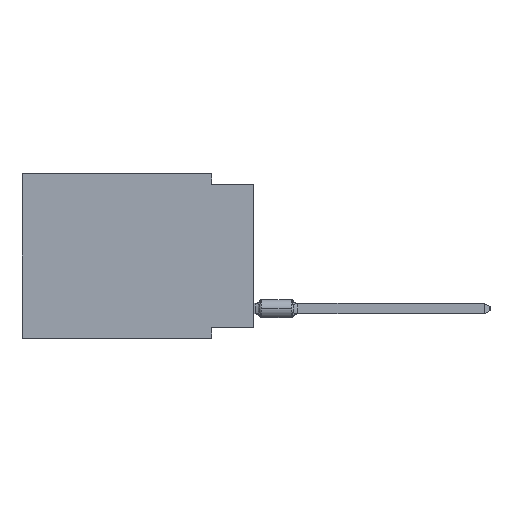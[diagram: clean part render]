
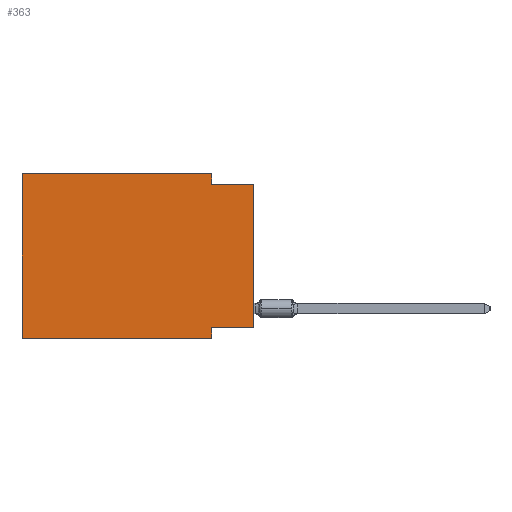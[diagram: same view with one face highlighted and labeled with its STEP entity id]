
A CAD part, left-side view. The second image highlights one B-rep face of the part: STEP entity #363.
In plain terms, the highlighted planar face has unit normal (-1, 0, 0).
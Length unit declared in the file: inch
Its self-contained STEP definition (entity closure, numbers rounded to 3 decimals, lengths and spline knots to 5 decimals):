
#7 = CARTESIAN_POINT ( 'NONE',  ( 0., 0.55, 0. ) ) ;
#355 = DIRECTION ( 'NONE',  ( 0., 0., -1. ) ) ;
#363 = ADVANCED_FACE ( 'NONE', ( #10385 ), #24180, .F. ) ;
#465 = DIRECTION ( 'NONE',  ( 0., -1., 0. ) ) ;
#800 = EDGE_CURVE ( 'NONE', #2655, #5422, #28492, .T. ) ;
#1371 = EDGE_CURVE ( 'NONE', #14425, #5422, #18169, .T. ) ;
#1927 = CARTESIAN_POINT ( 'NONE',  ( 0., 0.1, -0.39 ) ) ;
#2222 = VECTOR ( 'NONE', #11366, 39.37008 ) ;
#2561 = CARTESIAN_POINT ( 'NONE',  ( 0., 0.1, -0.39 ) ) ;
#2655 = VERTEX_POINT ( 'NONE', #24862 ) ;
#2781 = CARTESIAN_POINT ( 'NONE',  ( 0., 0.55, -0.39 ) ) ;
#3617 = DIRECTION ( 'NONE',  ( 0., 1., 0. ) ) ;
#4073 = LINE ( 'NONE', #1927, #2222 ) ;
#4109 = CARTESIAN_POINT ( 'NONE',  ( 0., 0.55, -0.39 ) ) ;
#4141 = VERTEX_POINT ( 'NONE', #12006 ) ;
#4978 = VERTEX_POINT ( 'NONE', #23254 ) ;
#5251 = DIRECTION ( 'NONE',  ( 0., -1., 0. ) ) ;
#5290 = DIRECTION ( 'NONE',  ( 1., 0., 0. ) ) ;
#5422 = VERTEX_POINT ( 'NONE', #27720 ) ;
#5522 = EDGE_CURVE ( 'NONE', #8402, #8501, #23365, .T. ) ;
#5941 = EDGE_CURVE ( 'NONE', #4978, #2655, #21021, .T. ) ;
#6613 = DIRECTION ( 'NONE',  ( 0., -1., 0. ) ) ;
#6807 = LINE ( 'NONE', #7, #15208 ) ;
#7964 = ORIENTED_EDGE ( 'NONE', *, *, #800, .F. ) ;
#8114 = VECTOR ( 'NONE', #3617, 39.37008 ) ;
#8402 = VERTEX_POINT ( 'NONE', #4109 ) ;
#8501 = VERTEX_POINT ( 'NONE', #2561 ) ;
#8573 = LINE ( 'NONE', #25159, #8114 ) ;
#10385 = FACE_OUTER_BOUND ( 'NONE', #22454, .T. ) ;
#11062 = ORIENTED_EDGE ( 'NONE', *, *, #30098, .F. ) ;
#11366 = DIRECTION ( 'NONE',  ( 0., 0., -1. ) ) ;
#12006 = CARTESIAN_POINT ( 'NONE',  ( 0., 0.55, 0. ) ) ;
#12575 = VECTOR ( 'NONE', #465, 39.37008 ) ;
#12691 = ORIENTED_EDGE ( 'NONE', *, *, #5941, .F. ) ;
#13726 = VECTOR ( 'NONE', #29622, 39.37008 ) ;
#13892 = DIRECTION ( 'NONE',  ( 0., 0., -1. ) ) ;
#14425 = VERTEX_POINT ( 'NONE', #25549 ) ;
#15208 = VECTOR ( 'NONE', #18131, 39.37008 ) ;
#16639 = VERTEX_POINT ( 'NONE', #19431 ) ;
#17445 = AXIS2_PLACEMENT_3D ( 'NONE', #22004, #5290, #355 ) ;
#18131 = DIRECTION ( 'NONE',  ( 0., 0., 1. ) ) ;
#18137 = EDGE_CURVE ( 'NONE', #16639, #8501, #4073, .T. ) ;
#18169 = LINE ( 'NONE', #30231, #13726 ) ;
#18385 = LINE ( 'NONE', #27836, #27667 ) ;
#19119 = ORIENTED_EDGE ( 'NONE', *, *, #21808, .F. ) ;
#19431 = CARTESIAN_POINT ( 'NONE',  ( 0., 0.1, -0.365 ) ) ;
#20814 = ORIENTED_EDGE ( 'NONE', *, *, #26634, .F. ) ;
#21021 = LINE ( 'NONE', #21182, #28402 ) ;
#21182 = CARTESIAN_POINT ( 'NONE',  ( 0., 0.1, 0. ) ) ;
#21808 = EDGE_CURVE ( 'NONE', #8402, #4141, #6807, .T. ) ;
#22004 = CARTESIAN_POINT ( 'NONE',  ( 0., 0.55, 0. ) ) ;
#22454 = EDGE_LOOP ( 'NONE', ( #28442, #7964, #12691, #20814, #19119, #27522, #24313, #11062 ) ) ;
#23254 = CARTESIAN_POINT ( 'NONE',  ( 0., 0.1, 0. ) ) ;
#23365 = LINE ( 'NONE', #2781, #12575 ) ;
#24180 = PLANE ( 'NONE',  #17445 ) ;
#24313 = ORIENTED_EDGE ( 'NONE', *, *, #18137, .F. ) ;
#24862 = CARTESIAN_POINT ( 'NONE',  ( 0., 0.1, -0.025 ) ) ;
#25159 = CARTESIAN_POINT ( 'NONE',  ( 0., 0., -0.365 ) ) ;
#25549 = CARTESIAN_POINT ( 'NONE',  ( 0., 0., -0.365 ) ) ;
#26634 = EDGE_CURVE ( 'NONE', #4141, #4978, #18385, .T. ) ;
#26764 = CARTESIAN_POINT ( 'NONE',  ( 0., 0., -0.025 ) ) ;
#27133 = VECTOR ( 'NONE', #5251, 39.37008 ) ;
#27522 = ORIENTED_EDGE ( 'NONE', *, *, #5522, .T. ) ;
#27667 = VECTOR ( 'NONE', #6613, 39.37008 ) ;
#27720 = CARTESIAN_POINT ( 'NONE',  ( 0., 0., -0.025 ) ) ;
#27836 = CARTESIAN_POINT ( 'NONE',  ( 0., 0.55, 0. ) ) ;
#28402 = VECTOR ( 'NONE', #13892, 39.37008 ) ;
#28442 = ORIENTED_EDGE ( 'NONE', *, *, #1371, .T. ) ;
#28492 = LINE ( 'NONE', #26764, #27133 ) ;
#29622 = DIRECTION ( 'NONE',  ( 0., 0., 1. ) ) ;
#30098 = EDGE_CURVE ( 'NONE', #14425, #16639, #8573, .T. ) ;
#30231 = CARTESIAN_POINT ( 'NONE',  ( 0., 0., 0. ) ) ;
